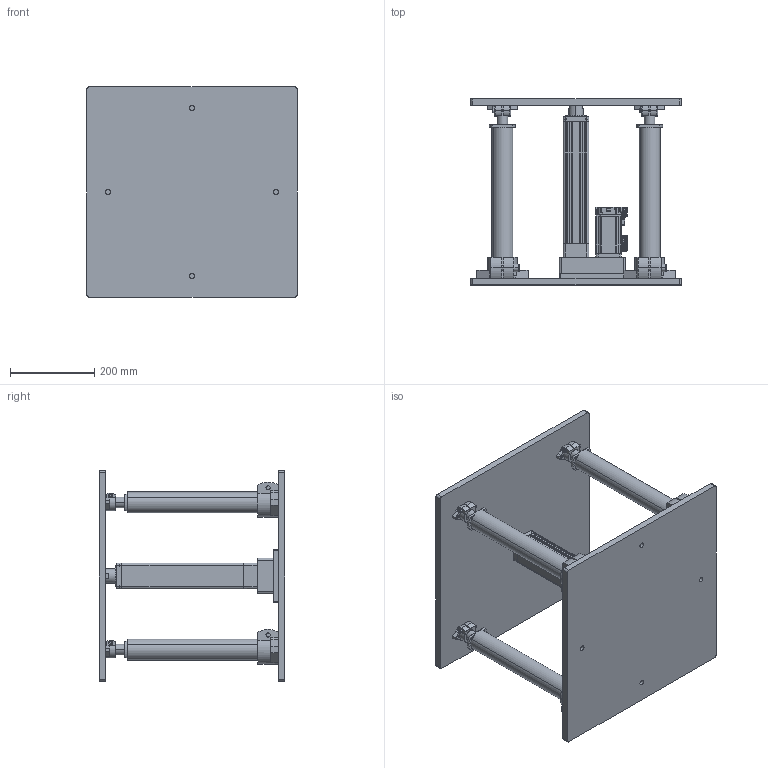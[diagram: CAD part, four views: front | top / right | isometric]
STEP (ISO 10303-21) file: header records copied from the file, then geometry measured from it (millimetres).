
FILE_DESCRIPTION (( 'STEP AP203' ), '1' );
FILE_NAME ('RLASJ60-5HB-2.5KN-R200-250mm-s.STEP', '2025-01-18T00:34:58', ( '微软用户' ), ( '微软中国' ), 'SwSTEP 2.0', 'SolidWorks 2022', '' );
FILE_SCHEMA (( 'CONFIG_CONTROL_DESIGN' ));
Length unit declared in the file: millimetre
Products named in the file (45): 复件 SHHSA-25^RLASJ60-5HB-2.5KN-R200-250mm-s; _1-SO-981200001_1_1_1.stp; 复件 230918-LW-60升降台外导柱50^RLASJ60-5HB-2.5KN-R200-250mm-s; 31090647--1-SOL000_1_1_1.stp; 31900522--1-SOL000_1_1_1_1.stp; 31740004--1-SOLI00_1_1_1_1.stp; _1-SO-576180001_1_1_1.stp; 21E8-005-1072-P4_1_1_1_1.stp; 复件 230918-LW-60缸升降平台底板^RLASJ60-5HB-2.5KN-R200-250mm-s; 复件 230918-LW-60升降台内导柱25^RLASJ60-5HB-2.5KN-R200-250mm-s; 400W-3000带刹车; 30_1_1_1_1.stp; _1-SO-16020001_1_1_1.stp; 22010150--1-SOLI00_1_1_1_1.stp; _1-SO-229040001_1_1_1.stp; _1-SO-585340001_1_1_1.stp; 21E8-005-1073-P4_1_1_1_1.stp; 22060240_2_1_1_1.stp; 60缸行程200后底板安装折叠; _1-SO-195320001_1_1_1.stp; 复件 SHHSA-50_base^复件 SHHSA-50_RLASJ60-5HB-2.5KN-R200-250mm-s; 复件 SHHSA-25_base^复件 SHHSA-25_RLASJ60-5HB-2.5KN-R200-250mm-s; _1-SO-403590001_1_1_1.stp; _1-SO-126980001_1_1_1.stp; MS1H1-40B30CB-A334Z-S_ASM_1_ASM.stp; MS1H1-40B30CB-A334Z_ASM_1-36033_ASM.stp; MS1H1-40B30CB-A334Z_1_ASM_1_ASM_ASM.stp; 复件 SHHSA_SCA-M6-L30^复件 SHHSA-25_RLASJ60-5HB-2.5KN-R200-250mm-s; 复件 230918-LW-60缸升降平台顶板^RLASJ60-5HB-2.5KN-R200-250mm-s; _60-1-SO0001_1_1_1_1.stp; 31100246--1-SOLI00_1_1_1_1.stp; 复件 SHHSA-50^RLASJ60-5HB-2.5KN-R200-250mm-s; _1-SO-750450001_1_1_1.stp; RLASJ60-5HB-2.5KN-R200-250mm-s; _1-SO-391790001_1_1_1.stp; _1-SO-476400001_1_1_1.stp; MS1H1-40B30CB-A334Z_ASM_1-35997_ASM.stp; 复件 230918-LW-60缸直线轴承^RLASJ60-5HB-2.5KN-R200-250mm-s; 10_1_1_1.stp; _1-SO-85180001_1_1_1.stp ...
Assembly tree (60 placements, depth 8):
  RLASJ60-5HB-2.5KN-R200-250mm-s
    复件 230918-LW-60缸升降平台底板^RLASJ60-5HB-2.5KN-R200-250mm-s
    复件 230918-LW-60缸升降平台顶板^RLASJ60-5HB-2.5KN-R200-250mm-s
    复件 230918-LW-60缸直线轴承^RLASJ60-5HB-2.5KN-R200-250mm-s  x4
    复件 230918-LW-60升降台内导柱25^RLASJ60-5HB-2.5KN-R200-250mm-s  x4
    复件 230918-LW-60升降台外导柱50^RLASJ60-5HB-2.5KN-R200-250mm-s  x4
    复件 SHHSA-25^RLASJ60-5HB-2.5KN-R200-250mm-s  x4
      复件 SHHSA-25_base^复件 SHHSA-25_RLASJ60-5HB-2.5KN-R200-250mm-s
      复件 SHHSA_SCA-M6-L30^复件 SHHSA-25_RLASJ60-5HB-2.5KN-R200-250mm-s
    复件 SHHSA-50^RLASJ60-5HB-2.5KN-R200-250mm-s  x4
      复件 SHHSA-50_base^复件 SHHSA-50_RLASJ60-5HB-2.5KN-R200-250mm-s
      复件 SHHSA_SCA-M12-L50^复件 SHHSA-50_RLASJ60-5HB-2.5KN-R200-250mm-s
    60缸行程200后底板安装折叠
    400W-3000带刹车
      MS1H1-40B30CB-(x)334Z.stp
        MS1H1-40B30CB-A334Z-S_ASM_1_ASM.stp
          MS1H1-40B30CB-A334Z_ASM_1-36033_ASM.stp
            MS1H1-40B30CB-A334Z_ASM_1-35997_ASM.stp
              MS1H1-40B30CB-A334Z_1_ASM_1_ASM_ASM.stp
                _1-SO-60001_1_1_1.stp
                _1-SO-16020001_1_1_1.stp
                _1-SO-85180001_1_1_1.stp
                31090524--MS1H1-400001_1_1_1.stp
                _1-SO-126980001_1_1_1.stp
                _1-SO-195320001_1_1_1.stp
                31090647--1-SOL000_1_1_1.stp
                _1-SO-229040001_1_1_1.stp
                31100246--1-SOLI00_1_1_1_1.stp
                _1-SO-391790001_1_1_1.stp
                _1-SO-403590001_1_1_1.stp
                22010150--1-SOLI00_1_1_1_1.stp
                30_1_1_1_1.stp
                _1-SO-476400001_1_1_1.stp
                31900522--1-SOL000_1_1_1_1.stp
                31740004--1-SOLI00_1_1_1_1.stp
                _1-SO-576180001_1_1_1.stp
                _1-SO-579730001_1_1_1.stp
                _1-SO-585340001_1_1_1.stp
                10_1_1_1.stp
                _1-SO-750450001_1_1_1.stp
                _60-1-SO0001_1_1_1_1.stp
                _1-SO-981200001_1_1_1.stp
          21E8-005-1072-P4_1_1_1_1.stp
          21E8-005-1073-P4_1_1_1_1.stp
          22060240_2_1_1_1.stp  x2
Bounding box: 500 x 442 x 500 mm (x, y, z)
Volume: 12582612.8 mm3; surface area: 2056299.6 mm2
Topology: 56 solids, 61 shells, 2717 faces, 7142 edges, 4668 vertices
Faces by surface type: plane 1497, cylinder 934, cone 116, torus 103, bspline 63, sphere 4
Entity records: 78208 total; most frequent: CARTESIAN_POINT 17321, ORIENTED_EDGE 11668, DIRECTION 11590, EDGE_CURVE 5838, AXIS2_PLACEMENT_3D 3912, VERTEX_POINT 3814, LINE 3766, VECTOR 3766
